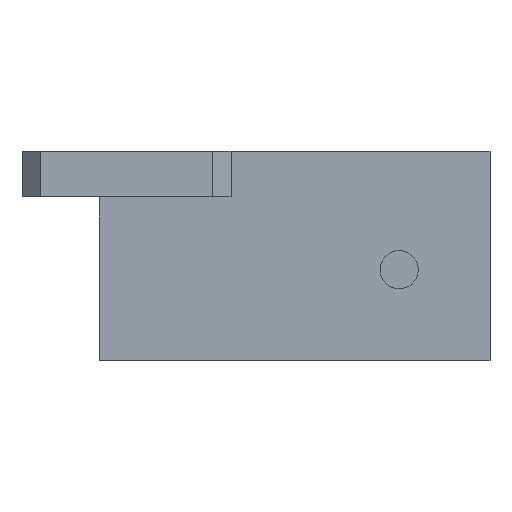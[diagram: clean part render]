
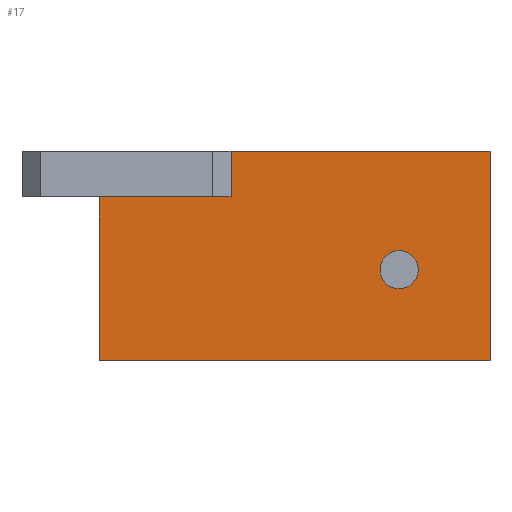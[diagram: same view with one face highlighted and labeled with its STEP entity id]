
A CAD part, front view. The second image highlights one B-rep face of the part: STEP entity #17.
In plain terms, the highlighted planar face has unit normal (0, -1, 0).
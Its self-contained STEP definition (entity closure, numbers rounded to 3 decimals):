
#17 = ADVANCED_FACE('',(#18,#189),#32,.F.);
#18 = FACE_BOUND('',#19,.F.);
#19 = EDGE_LOOP('',(#20,#53,#79,#107,#135,#163));
#20 = ORIENTED_EDGE('',*,*,#21,.T.);
#21 = EDGE_CURVE('',#22,#24,#26,.T.);
#22 = VERTEX_POINT('',#23);
#23 = CARTESIAN_POINT('',(-3.,-3.,18.));
#24 = VERTEX_POINT('',#25);
#25 = CARTESIAN_POINT('',(11.5,-3.,18.));
#26 = SURFACE_CURVE('',#27,(#31,#42),.PCURVE_S1.);
#27 = LINE('',#28,#29);
#28 = CARTESIAN_POINT('',(5.75,-3.,18.));
#29 = VECTOR('',#30,1.);
#30 = DIRECTION('',(1.,0.,0.));
#31 = PCURVE('',#32,#37);
#32 = PLANE('',#33);
#33 = AXIS2_PLACEMENT_3D('',#34,#35,#36);
#34 = CARTESIAN_POINT('',(0.,-3.,0.));
#35 = DIRECTION('',(0.,1.,0.));
#36 = DIRECTION('',(0.,0.,1.));
#37 = DEFINITIONAL_REPRESENTATION('',(#38),#41);
#38 = B_SPLINE_CURVE_WITH_KNOTS('',1,(#39,#40),.UNSPECIFIED.,.F.,.F.,(2,
    2),(-8.75,5.75),.PIECEWISE_BEZIER_KNOTS.);
#39 = CARTESIAN_POINT('',(18.,-3.));
#40 = CARTESIAN_POINT('',(18.,11.5));
#41 = ( GEOMETRIC_REPRESENTATION_CONTEXT(2) 
PARAMETRIC_REPRESENTATION_CONTEXT() REPRESENTATION_CONTEXT('2D SPACE',''
  ) );
#42 = PCURVE('',#43,#48);
#43 = PLANE('',#44);
#44 = AXIS2_PLACEMENT_3D('',#45,#46,#47);
#45 = CARTESIAN_POINT('',(11.5,0.,18.));
#46 = DIRECTION('',(0.,0.,1.));
#47 = DIRECTION('',(1.,0.,0.));
#48 = DEFINITIONAL_REPRESENTATION('',(#49),#52);
#49 = B_SPLINE_CURVE_WITH_KNOTS('',1,(#50,#51),.UNSPECIFIED.,.F.,.F.,(2,
    2),(-8.75,5.75),.PIECEWISE_BEZIER_KNOTS.);
#50 = CARTESIAN_POINT('',(-14.5,-3.));
#51 = CARTESIAN_POINT('',(0.,-3.));
#52 = ( GEOMETRIC_REPRESENTATION_CONTEXT(2) 
PARAMETRIC_REPRESENTATION_CONTEXT() REPRESENTATION_CONTEXT('2D SPACE',''
  ) );
#53 = ORIENTED_EDGE('',*,*,#54,.T.);
#54 = EDGE_CURVE('',#24,#55,#57,.T.);
#55 = VERTEX_POINT('',#56);
#56 = CARTESIAN_POINT('',(11.5,-3.,23.));
#57 = SURFACE_CURVE('',#58,(#62,#68),.PCURVE_S1.);
#58 = LINE('',#59,#60);
#59 = CARTESIAN_POINT('',(11.5,-3.,11.5));
#60 = VECTOR('',#61,1.);
#61 = DIRECTION('',(0.,0.,1.));
#62 = PCURVE('',#32,#63);
#63 = DEFINITIONAL_REPRESENTATION('',(#64),#67);
#64 = B_SPLINE_CURVE_WITH_KNOTS('',1,(#65,#66),.UNSPECIFIED.,.F.,.F.,(2,
    2),(6.5,11.5),.PIECEWISE_BEZIER_KNOTS.);
#65 = CARTESIAN_POINT('',(18.,11.5));
#66 = CARTESIAN_POINT('',(23.,11.5));
#67 = ( GEOMETRIC_REPRESENTATION_CONTEXT(2) 
PARAMETRIC_REPRESENTATION_CONTEXT() REPRESENTATION_CONTEXT('2D SPACE',''
  ) );
#68 = PCURVE('',#69,#74);
#69 = PLANE('',#70);
#70 = AXIS2_PLACEMENT_3D('',#71,#72,#73);
#71 = CARTESIAN_POINT('',(11.5,0.,23.));
#72 = DIRECTION('',(-1.,0.,0.));
#73 = DIRECTION('',(0.,-1.,0.));
#74 = DEFINITIONAL_REPRESENTATION('',(#75),#78);
#75 = B_SPLINE_CURVE_WITH_KNOTS('',1,(#76,#77),.UNSPECIFIED.,.F.,.F.,(2,
    2),(6.5,11.5),.PIECEWISE_BEZIER_KNOTS.);
#76 = CARTESIAN_POINT('',(3.,-5.));
#77 = CARTESIAN_POINT('',(3.,0.));
#78 = ( GEOMETRIC_REPRESENTATION_CONTEXT(2) 
PARAMETRIC_REPRESENTATION_CONTEXT() REPRESENTATION_CONTEXT('2D SPACE',''
  ) );
#79 = ORIENTED_EDGE('',*,*,#80,.T.);
#80 = EDGE_CURVE('',#55,#81,#83,.T.);
#81 = VERTEX_POINT('',#82);
#82 = CARTESIAN_POINT('',(40.,-3.,23.));
#83 = SURFACE_CURVE('',#84,(#88,#95),.PCURVE_S1.);
#84 = LINE('',#85,#86);
#85 = CARTESIAN_POINT('',(0.,-3.,23.));
#86 = VECTOR('',#87,1.);
#87 = DIRECTION('',(1.,0.,0.));
#88 = PCURVE('',#32,#89);
#89 = DEFINITIONAL_REPRESENTATION('',(#90),#94);
#90 = LINE('',#91,#92);
#91 = CARTESIAN_POINT('',(23.,0.));
#92 = VECTOR('',#93,1.);
#93 = DIRECTION('',(0.,1.));
#94 = ( GEOMETRIC_REPRESENTATION_CONTEXT(2) 
PARAMETRIC_REPRESENTATION_CONTEXT() REPRESENTATION_CONTEXT('2D SPACE',''
  ) );
#95 = PCURVE('',#96,#101);
#96 = PLANE('',#97);
#97 = AXIS2_PLACEMENT_3D('',#98,#99,#100);
#98 = CARTESIAN_POINT('',(11.629,0.083,23.));
#99 = DIRECTION('',(0.,0.,1.));
#100 = DIRECTION('',(0.,1.,0.));
#101 = DEFINITIONAL_REPRESENTATION('',(#102),#106);
#102 = LINE('',#103,#104);
#103 = CARTESIAN_POINT('',(-3.083,11.629));
#104 = VECTOR('',#105,1.);
#105 = DIRECTION('',(0.,-1.));
#106 = ( GEOMETRIC_REPRESENTATION_CONTEXT(2) 
PARAMETRIC_REPRESENTATION_CONTEXT() REPRESENTATION_CONTEXT('2D SPACE',''
  ) );
#107 = ORIENTED_EDGE('',*,*,#108,.F.);
#108 = EDGE_CURVE('',#109,#81,#111,.T.);
#109 = VERTEX_POINT('',#110);
#110 = CARTESIAN_POINT('',(40.,-3.,0.));
#111 = SURFACE_CURVE('',#112,(#116,#123),.PCURVE_S1.);
#112 = LINE('',#113,#114);
#113 = CARTESIAN_POINT('',(40.,-3.,0.));
#114 = VECTOR('',#115,1.);
#115 = DIRECTION('',(0.,0.,1.));
#116 = PCURVE('',#32,#117);
#117 = DEFINITIONAL_REPRESENTATION('',(#118),#122);
#118 = LINE('',#119,#120);
#119 = CARTESIAN_POINT('',(0.,40.));
#120 = VECTOR('',#121,1.);
#121 = DIRECTION('',(1.,0.));
#122 = ( GEOMETRIC_REPRESENTATION_CONTEXT(2) 
PARAMETRIC_REPRESENTATION_CONTEXT() REPRESENTATION_CONTEXT('2D SPACE',''
  ) );
#123 = PCURVE('',#124,#129);
#124 = PLANE('',#125);
#125 = AXIS2_PLACEMENT_3D('',#126,#127,#128);
#126 = CARTESIAN_POINT('',(40.,23.,23.));
#127 = DIRECTION('',(1.,0.,0.));
#128 = DIRECTION('',(0.,0.,1.));
#129 = DEFINITIONAL_REPRESENTATION('',(#130),#134);
#130 = LINE('',#131,#132);
#131 = CARTESIAN_POINT('',(-23.,26.));
#132 = VECTOR('',#133,1.);
#133 = DIRECTION('',(1.,0.));
#134 = ( GEOMETRIC_REPRESENTATION_CONTEXT(2) 
PARAMETRIC_REPRESENTATION_CONTEXT() REPRESENTATION_CONTEXT('2D SPACE',''
  ) );
#135 = ORIENTED_EDGE('',*,*,#136,.T.);
#136 = EDGE_CURVE('',#109,#137,#139,.T.);
#137 = VERTEX_POINT('',#138);
#138 = CARTESIAN_POINT('',(-3.,-3.,0.));
#139 = SURFACE_CURVE('',#140,(#144,#151),.PCURVE_S1.);
#140 = LINE('',#141,#142);
#141 = CARTESIAN_POINT('',(0.,-3.,0.));
#142 = VECTOR('',#143,1.);
#143 = DIRECTION('',(-1.,0.,0.));
#144 = PCURVE('',#32,#145);
#145 = DEFINITIONAL_REPRESENTATION('',(#146),#150);
#146 = LINE('',#147,#148);
#147 = CARTESIAN_POINT('',(0.,0.));
#148 = VECTOR('',#149,1.);
#149 = DIRECTION('',(0.,-1.));
#150 = ( GEOMETRIC_REPRESENTATION_CONTEXT(2) 
PARAMETRIC_REPRESENTATION_CONTEXT() REPRESENTATION_CONTEXT('2D SPACE',''
  ) );
#151 = PCURVE('',#152,#157);
#152 = PLANE('',#153);
#153 = AXIS2_PLACEMENT_3D('',#154,#155,#156);
#154 = CARTESIAN_POINT('',(40.,-3.,0.));
#155 = DIRECTION('',(0.,0.,-1.));
#156 = DIRECTION('',(-1.,0.,0.));
#157 = DEFINITIONAL_REPRESENTATION('',(#158),#162);
#158 = LINE('',#159,#160);
#159 = CARTESIAN_POINT('',(40.,0.));
#160 = VECTOR('',#161,1.);
#161 = DIRECTION('',(1.,0.));
#162 = ( GEOMETRIC_REPRESENTATION_CONTEXT(2) 
PARAMETRIC_REPRESENTATION_CONTEXT() REPRESENTATION_CONTEXT('2D SPACE',''
  ) );
#163 = ORIENTED_EDGE('',*,*,#164,.T.);
#164 = EDGE_CURVE('',#137,#22,#165,.T.);
#165 = SURFACE_CURVE('',#166,(#170,#177),.PCURVE_S1.);
#166 = LINE('',#167,#168);
#167 = CARTESIAN_POINT('',(-3.,-3.,0.));
#168 = VECTOR('',#169,1.);
#169 = DIRECTION('',(0.,0.,1.));
#170 = PCURVE('',#32,#171);
#171 = DEFINITIONAL_REPRESENTATION('',(#172),#176);
#172 = LINE('',#173,#174);
#173 = CARTESIAN_POINT('',(0.,-3.));
#174 = VECTOR('',#175,1.);
#175 = DIRECTION('',(1.,0.));
#176 = ( GEOMETRIC_REPRESENTATION_CONTEXT(2) 
PARAMETRIC_REPRESENTATION_CONTEXT() REPRESENTATION_CONTEXT('2D SPACE',''
  ) );
#177 = PCURVE('',#178,#183);
#178 = PLANE('',#179);
#179 = AXIS2_PLACEMENT_3D('',#180,#181,#182);
#180 = CARTESIAN_POINT('',(-3.,23.,0.));
#181 = DIRECTION('',(-1.,0.,0.));
#182 = DIRECTION('',(0.,0.,-1.));
#183 = DEFINITIONAL_REPRESENTATION('',(#184),#188);
#184 = LINE('',#185,#186);
#185 = CARTESIAN_POINT('',(0.,26.));
#186 = VECTOR('',#187,1.);
#187 = DIRECTION('',(-1.,-0.));
#188 = ( GEOMETRIC_REPRESENTATION_CONTEXT(2) 
PARAMETRIC_REPRESENTATION_CONTEXT() REPRESENTATION_CONTEXT('2D SPACE',''
  ) );
#189 = FACE_BOUND('',#190,.F.);
#190 = EDGE_LOOP('',(#191));
#191 = ORIENTED_EDGE('',*,*,#192,.T.);
#192 = EDGE_CURVE('',#193,#193,#195,.T.);
#193 = VERTEX_POINT('',#194);
#194 = CARTESIAN_POINT('',(32.1,-3.,10.));
#195 = SURFACE_CURVE('',#196,(#201,#212),.PCURVE_S1.);
#196 = CIRCLE('',#197,2.1);
#197 = AXIS2_PLACEMENT_3D('',#198,#199,#200);
#198 = CARTESIAN_POINT('',(30.,-3.,10.));
#199 = DIRECTION('',(0.,-1.,0.));
#200 = DIRECTION('',(1.,0.,0.));
#201 = PCURVE('',#32,#202);
#202 = DEFINITIONAL_REPRESENTATION('',(#203),#211);
#203 = ( BOUNDED_CURVE() B_SPLINE_CURVE(2,(#204,#205,#206,#207,#208,#209
,#210),.UNSPECIFIED.,.T.,.F.) B_SPLINE_CURVE_WITH_KNOTS((1,2,2,2,2,1),(
    -2.094,0.,2.094,4.189,6.283,
8.378),.UNSPECIFIED.) CURVE() GEOMETRIC_REPRESENTATION_ITEM() 
RATIONAL_B_SPLINE_CURVE((1.,0.5,1.,0.5,1.,0.5,1.)) REPRESENTATION_ITEM(
  '') );
#204 = CARTESIAN_POINT('',(10.,32.1));
#205 = CARTESIAN_POINT('',(13.637,32.1));
#206 = CARTESIAN_POINT('',(11.819,28.95));
#207 = CARTESIAN_POINT('',(10.,25.8));
#208 = CARTESIAN_POINT('',(8.181,28.95));
#209 = CARTESIAN_POINT('',(6.363,32.1));
#210 = CARTESIAN_POINT('',(10.,32.1));
#211 = ( GEOMETRIC_REPRESENTATION_CONTEXT(2) 
PARAMETRIC_REPRESENTATION_CONTEXT() REPRESENTATION_CONTEXT('2D SPACE',''
  ) );
#212 = PCURVE('',#213,#218);
#213 = CYLINDRICAL_SURFACE('',#214,2.1);
#214 = AXIS2_PLACEMENT_3D('',#215,#216,#217);
#215 = CARTESIAN_POINT('',(30.,-3.,10.));
#216 = DIRECTION('',(0.,-1.,0.));
#217 = DIRECTION('',(1.,0.,0.));
#218 = DEFINITIONAL_REPRESENTATION('',(#219),#223);
#219 = LINE('',#220,#221);
#220 = CARTESIAN_POINT('',(0.,0.));
#221 = VECTOR('',#222,1.);
#222 = DIRECTION('',(1.,0.));
#223 = ( GEOMETRIC_REPRESENTATION_CONTEXT(2) 
PARAMETRIC_REPRESENTATION_CONTEXT() REPRESENTATION_CONTEXT('2D SPACE',''
  ) );
